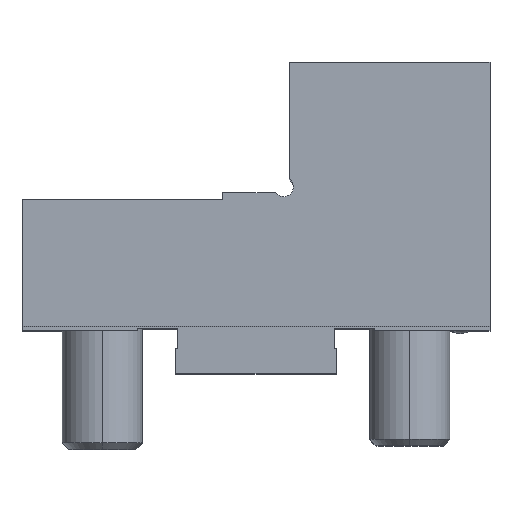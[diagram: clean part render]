
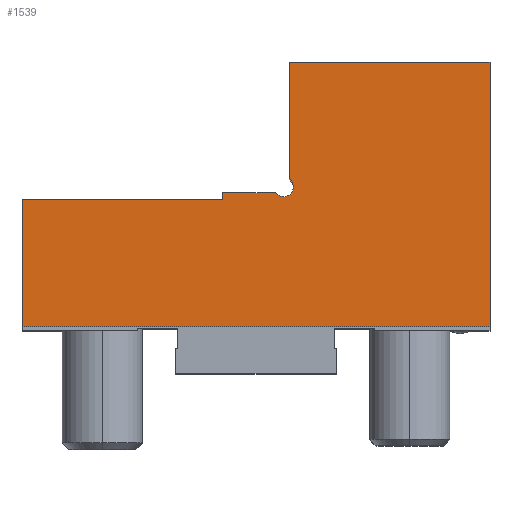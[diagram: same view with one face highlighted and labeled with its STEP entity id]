
A CAD part, top view. The second image highlights one B-rep face of the part: STEP entity #1539.
In plain terms, the highlighted planar face has unit normal (0, 0, 1).
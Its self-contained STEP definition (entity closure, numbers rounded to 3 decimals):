
#26 = ORIENTED_EDGE ( 'NONE', *, *, #1327, .F. ) ;
#101 = VECTOR ( 'NONE', #3299, 1000. ) ;
#105 = LINE ( 'NONE', #284, #619 ) ;
#168 = ORIENTED_EDGE ( 'NONE', *, *, #4164, .F. ) ;
#284 = CARTESIAN_POINT ( 'NONE',  ( 2.879, 27., 62.2 ) ) ;
#321 = EDGE_CURVE ( 'NONE', #4747, #4250, #2612, .T. ) ;
#370 = VECTOR ( 'NONE', #464, 1000. ) ;
#412 = CARTESIAN_POINT ( 'NONE',  ( -5., 27., 62.2 ) ) ;
#419 = DIRECTION ( 'NONE',  ( 0., 0., 1. ) ) ;
#440 = AXIS2_PLACEMENT_3D ( 'NONE', #3607, #3207, #4424 ) ;
#445 = CARTESIAN_POINT ( 'NONE',  ( 2.879, 27., 62.2 ) ) ;
#464 = DIRECTION ( 'NONE',  ( 0., 1., 0. ) ) ;
#529 = LINE ( 'NONE', #1838, #4317 ) ;
#541 = VERTEX_POINT ( 'NONE', #2599 ) ;
#616 = ORIENTED_EDGE ( 'NONE', *, *, #321, .F. ) ;
#619 = VECTOR ( 'NONE', #4862, 1000. ) ;
#654 = VERTEX_POINT ( 'NONE', #1341 ) ;
#795 = LINE ( 'NONE', #3705, #4832 ) ;
#890 = EDGE_CURVE ( 'NONE', #3855, #541, #795, .T. ) ;
#906 = AXIS2_PLACEMENT_3D ( 'NONE', #4621, #419, #4218 ) ;
#1162 = VERTEX_POINT ( 'NONE', #412 ) ;
#1191 = CARTESIAN_POINT ( 'NONE',  ( 5., 27., 62.2 ) ) ;
#1206 = EDGE_LOOP ( 'NONE', ( #4589, #2018, #2172, #1501, #26, #4653, #616, #168, #4356, #3236, #1841, #5125 ) ) ;
#1292 = EDGE_CURVE ( 'NONE', #4526, #2845, #4035, .T. ) ;
#1327 = EDGE_CURVE ( 'NONE', #654, #541, #529, .T. ) ;
#1341 = CARTESIAN_POINT ( 'NONE',  ( 5.161, 28.961, 62.2 ) ) ;
#1377 = EDGE_CURVE ( 'NONE', #4250, #654, #1636, .T. ) ;
#1476 = CARTESIAN_POINT ( 'NONE',  ( -5., 26., 62.2 ) ) ;
#1501 = ORIENTED_EDGE ( 'NONE', *, *, #890, .T. ) ;
#1539 = ADVANCED_FACE ( 'NONE', ( #2576 ), #1556, .T. ) ;
#1556 = PLANE ( 'NONE',  #3565 ) ;
#1579 = DIRECTION ( 'NONE',  ( 1., 0., 0. ) ) ;
#1636 = CIRCLE ( 'NONE', #906, 1.5 ) ;
#1838 = CARTESIAN_POINT ( 'NONE',  ( 5., 29.121, 62.2 ) ) ;
#1841 = ORIENTED_EDGE ( 'NONE', *, *, #2766, .T. ) ;
#1972 = VECTOR ( 'NONE', #3921, 1000. ) ;
#1979 = CARTESIAN_POINT ( 'NONE',  ( -35., 0., 62.2 ) ) ;
#2018 = ORIENTED_EDGE ( 'NONE', *, *, #3867, .T. ) ;
#2106 = VERTEX_POINT ( 'NONE', #4570 ) ;
#2113 = CARTESIAN_POINT ( 'NONE',  ( -35., 7., 62.2 ) ) ;
#2143 = DIRECTION ( 'NONE',  ( 0., -1., 0. ) ) ;
#2160 = CARTESIAN_POINT ( 'NONE',  ( -5., 26., 62.2 ) ) ;
#2172 = ORIENTED_EDGE ( 'NONE', *, *, #3071, .T. ) ;
#2231 = DIRECTION ( 'NONE',  ( 0., -1., 0. ) ) ;
#2311 = LINE ( 'NONE', #5074, #3796 ) ;
#2337 = LINE ( 'NONE', #2997, #370 ) ;
#2452 = CARTESIAN_POINT ( 'NONE',  ( -35., 26., 62.2 ) ) ;
#2462 = DIRECTION ( 'NONE',  ( -1., 0., 0. ) ) ;
#2519 = LINE ( 'NONE', #2160, #4203 ) ;
#2576 = FACE_OUTER_BOUND ( 'NONE', #1206, .T. ) ;
#2583 = DIRECTION ( 'NONE',  ( -1., 0., 0. ) ) ;
#2587 = VECTOR ( 'NONE', #2462, 1000. ) ;
#2599 = CARTESIAN_POINT ( 'NONE',  ( 5., 29.121, 62.2 ) ) ;
#2600 = EDGE_CURVE ( 'NONE', #4391, #1162, #3994, .T. ) ;
#2612 = CIRCLE ( 'NONE', #440, 1.5 ) ;
#2766 = EDGE_CURVE ( 'NONE', #5240, #3591, #3730, .T. ) ;
#2845 = VERTEX_POINT ( 'NONE', #4924 ) ;
#2881 = CARTESIAN_POINT ( 'NONE',  ( -35., 26., 62.2 ) ) ;
#2967 = EDGE_CURVE ( 'NONE', #3591, #4526, #4060, .T. ) ;
#2997 = CARTESIAN_POINT ( 'NONE',  ( 35., 7., 62.2 ) ) ;
#3036 = DIRECTION ( 'NONE',  ( -0.707, 0.707, 0. ) ) ;
#3071 = EDGE_CURVE ( 'NONE', #2106, #3855, #2311, .T. ) ;
#3139 = EDGE_CURVE ( 'NONE', #1162, #5240, #2519, .T. ) ;
#3207 = DIRECTION ( 'NONE',  ( 0., 0., 1. ) ) ;
#3236 = ORIENTED_EDGE ( 'NONE', *, *, #3139, .T. ) ;
#3280 = VECTOR ( 'NONE', #4058, 1000. ) ;
#3299 = DIRECTION ( 'NONE',  ( 0., -1., 0. ) ) ;
#3565 = AXIS2_PLACEMENT_3D ( 'NONE', #1979, #5309, #1579 ) ;
#3576 = CARTESIAN_POINT ( 'NONE',  ( 5.6, 27.9, 62.2 ) ) ;
#3591 = VERTEX_POINT ( 'NONE', #4116 ) ;
#3607 = CARTESIAN_POINT ( 'NONE',  ( 4.1, 27.9, 62.2 ) ) ;
#3705 = CARTESIAN_POINT ( 'NONE',  ( 5., 46.5, 62.2 ) ) ;
#3730 = LINE ( 'NONE', #2452, #3280 ) ;
#3796 = VECTOR ( 'NONE', #2583, 1000. ) ;
#3855 = VERTEX_POINT ( 'NONE', #5062 ) ;
#3867 = EDGE_CURVE ( 'NONE', #2845, #2106, #2337, .T. ) ;
#3921 = DIRECTION ( 'NONE',  ( 1., 0., 0. ) ) ;
#3994 = LINE ( 'NONE', #1191, #2587 ) ;
#4035 = LINE ( 'NONE', #5142, #1972 ) ;
#4058 = DIRECTION ( 'NONE',  ( -1., 0., 0. ) ) ;
#4060 = LINE ( 'NONE', #2881, #101 ) ;
#4116 = CARTESIAN_POINT ( 'NONE',  ( -35., 26., 62.2 ) ) ;
#4164 = EDGE_CURVE ( 'NONE', #4391, #4747, #105, .T. ) ;
#4203 = VECTOR ( 'NONE', #2231, 1000. ) ;
#4218 = DIRECTION ( 'NONE',  ( 1., 0., 0. ) ) ;
#4250 = VERTEX_POINT ( 'NONE', #3576 ) ;
#4317 = VECTOR ( 'NONE', #3036, 1000. ) ;
#4356 = ORIENTED_EDGE ( 'NONE', *, *, #2600, .T. ) ;
#4391 = VERTEX_POINT ( 'NONE', #445 ) ;
#4424 = DIRECTION ( 'NONE',  ( 1., 0., 0. ) ) ;
#4526 = VERTEX_POINT ( 'NONE', #2113 ) ;
#4570 = CARTESIAN_POINT ( 'NONE',  ( 35., 46.5, 62.2 ) ) ;
#4589 = ORIENTED_EDGE ( 'NONE', *, *, #1292, .T. ) ;
#4621 = CARTESIAN_POINT ( 'NONE',  ( 4.1, 27.9, 62.2 ) ) ;
#4653 = ORIENTED_EDGE ( 'NONE', *, *, #1377, .F. ) ;
#4747 = VERTEX_POINT ( 'NONE', #4830 ) ;
#4830 = CARTESIAN_POINT ( 'NONE',  ( 3.039, 26.839, 62.2 ) ) ;
#4832 = VECTOR ( 'NONE', #2143, 1000. ) ;
#4862 = DIRECTION ( 'NONE',  ( 0.707, -0.707, 0. ) ) ;
#4924 = CARTESIAN_POINT ( 'NONE',  ( 35., 7., 62.2 ) ) ;
#5062 = CARTESIAN_POINT ( 'NONE',  ( 5., 46.5, 62.2 ) ) ;
#5074 = CARTESIAN_POINT ( 'NONE',  ( 35., 46.5, 62.2 ) ) ;
#5125 = ORIENTED_EDGE ( 'NONE', *, *, #2967, .T. ) ;
#5142 = CARTESIAN_POINT ( 'NONE',  ( -35., 7., 62.2 ) ) ;
#5240 = VERTEX_POINT ( 'NONE', #1476 ) ;
#5309 = DIRECTION ( 'NONE',  ( 0., 0., 1. ) ) ;
